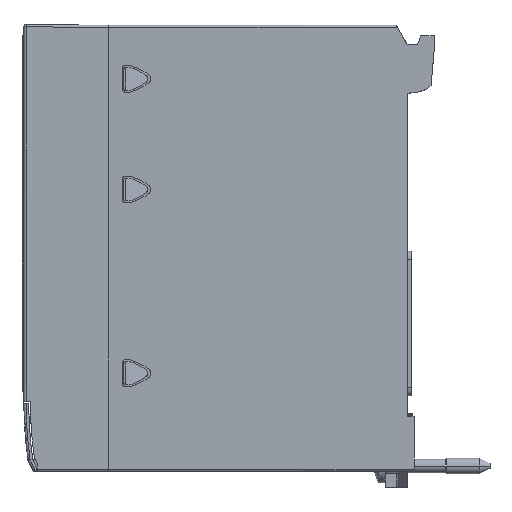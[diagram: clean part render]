
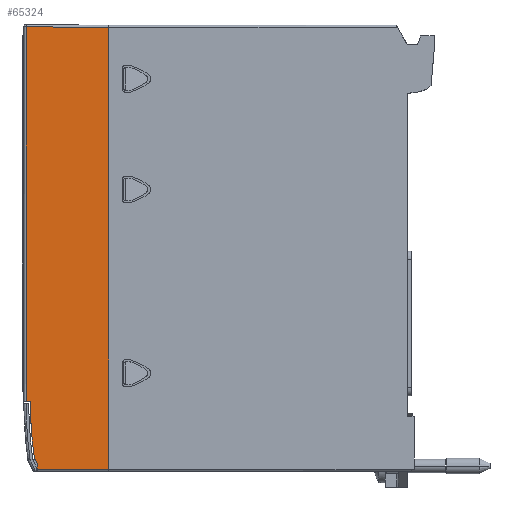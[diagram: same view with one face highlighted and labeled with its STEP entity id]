
A CAD part, left-side view. The second image highlights one B-rep face of the part: STEP entity #65324.
In plain terms, the highlighted planar face has unit normal (-1, 0, 0).
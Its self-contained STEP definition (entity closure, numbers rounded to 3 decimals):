
#61643=CARTESIAN_POINT('',(-16.,-80.45,-83.7));
#61644=DIRECTION('',(1.,0.,0.));
#61645=DIRECTION('',(0.,0.991,-0.135));
#61646=AXIS2_PLACEMENT_3D('',#61643,#61644,#61645);
#61648=DIRECTION('',(0.,0.,1.));
#61649=VECTOR('',#61648,83.992);
#61650=CARTESIAN_POINT('',(-16.,18.5,-84.331));
#61651=LINE('',#61650,#61649);
#61652=DIRECTION('',(0.,1.,0.009));
#61653=VECTOR('',#61652,18.501);
#61654=CARTESIAN_POINT('',(-16.,0.,-0.5));
#61655=LINE('',#61654,#61653);
#61656=DIRECTION('',(0.,0.,-1.));
#61657=VECTOR('',#61656,99.);
#61658=CARTESIAN_POINT('',(-16.,0.,-0.5));
#61659=LINE('',#61658,#61657);
#61660=DIRECTION('',(0.,-1.,0.));
#61661=VECTOR('',#61660,16.);
#61662=CARTESIAN_POINT('',(-16.,16.,-99.5));
#61663=LINE('',#61662,#61661);
#61664=DIRECTION('',(0.,0.,1.));
#61665=VECTOR('',#61664,1.223);
#61666=CARTESIAN_POINT('',(-16.,16.,-99.5));
#61667=LINE('',#61666,#61665);
#61668=DIRECTION('',(0.,0.431,0.903));
#61669=VECTOR('',#61668,1.526);
#61670=CARTESIAN_POINT('',(-16.,16.,-98.277));
#61671=LINE('',#61670,#61669);
#63571=DIRECTION('',(0.,1.,0.009));
#63572=VECTOR('',#63571,0.952);
#63573=CARTESIAN_POINT('',(-16.,17.548,-84.339));
#63574=LINE('',#63573,#63572);
#64479=CARTESIAN_POINT('',(-16.,16.,-99.5));
#64480=VERTEX_POINT('',#64479);
#64481=CARTESIAN_POINT('',(-16.,0.,-99.5));
#64482=VERTEX_POINT('',#64481);
#64495=CARTESIAN_POINT('',(-16.,18.5,-0.339));
#64496=VERTEX_POINT('',#64495);
#64497=CARTESIAN_POINT('',(-16.,16.,-98.277));
#64498=VERTEX_POINT('',#64497);
#64615=CARTESIAN_POINT('',(-16.,0.,-0.5));
#64616=VERTEX_POINT('',#64615);
#64803=CARTESIAN_POINT('',(-16.,18.5,-84.331));
#64804=VERTEX_POINT('',#64803);
#64815=CARTESIAN_POINT('',(-16.,16.657,-96.9));
#64816=CARTESIAN_POINT('',(-16.,17.548,-84.339));
#64817=VERTEX_POINT('',#64815);
#64818=VERTEX_POINT('',#64816);
#65301=CARTESIAN_POINT('',(-16.,0.,-100.));
#65302=DIRECTION('',(-1.,0.,0.));
#65303=DIRECTION('',(0.,1.,0.));
#65304=AXIS2_PLACEMENT_3D('',#65301,#65302,#65303);
#65305=PLANE('',#65304);
#65307=ORIENTED_EDGE('',*,*,#65306,.T.);
#65309=ORIENTED_EDGE('',*,*,#65308,.T.);
#65311=ORIENTED_EDGE('',*,*,#65310,.T.);
#65313=ORIENTED_EDGE('',*,*,#65312,.F.);
#65315=ORIENTED_EDGE('',*,*,#65314,.T.);
#65317=ORIENTED_EDGE('',*,*,#65316,.F.);
#65319=ORIENTED_EDGE('',*,*,#65318,.T.);
#65321=ORIENTED_EDGE('',*,*,#65320,.T.);
#65322=EDGE_LOOP('',(#65307,#65309,#65311,#65313,#65315,#65317,#65319,#65321));
#65323=FACE_OUTER_BOUND('',#65322,.F.);
#65324=ADVANCED_FACE('',(#65323),#65305,.T.);
#61647=CIRCLE('',#61646,98.);
#65306=EDGE_CURVE('',#64817,#64818,#61647,.T.);
#65308=EDGE_CURVE('',#64818,#64804,#63574,.T.);
#65310=EDGE_CURVE('',#64804,#64496,#61651,.T.);
#65312=EDGE_CURVE('',#64616,#64496,#61655,.T.);
#65314=EDGE_CURVE('',#64616,#64482,#61659,.T.);
#65316=EDGE_CURVE('',#64480,#64482,#61663,.T.);
#65318=EDGE_CURVE('',#64480,#64498,#61667,.T.);
#65320=EDGE_CURVE('',#64498,#64817,#61671,.T.);
